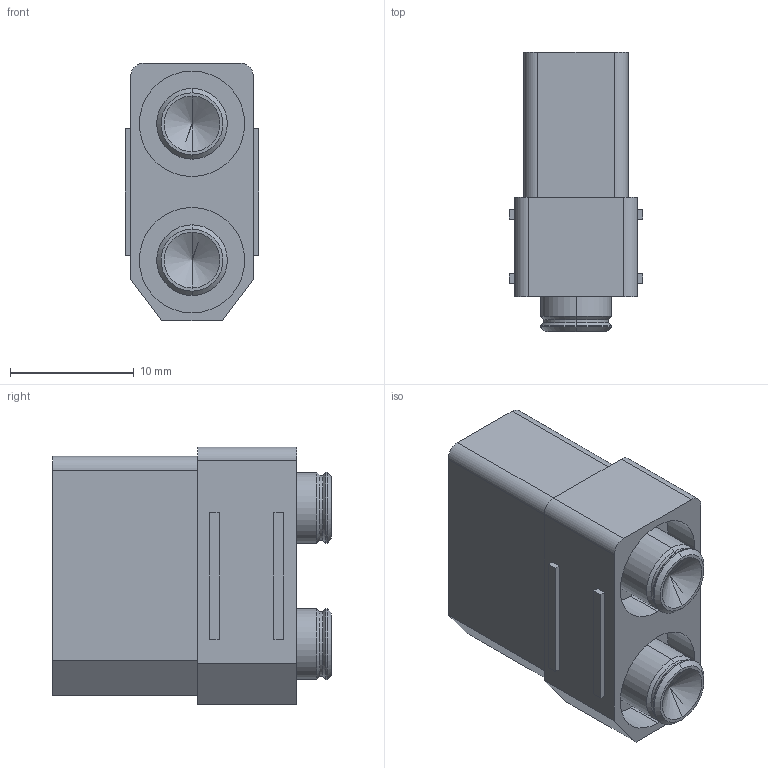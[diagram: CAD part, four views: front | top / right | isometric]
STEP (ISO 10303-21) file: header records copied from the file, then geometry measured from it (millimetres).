
FILE_DESCRIPTION (( 'STEP AP214' ), '1' );
FILE_NAME ('XT90PB-F.STEP', '2024-08-26T13:13:08', ( '' ), ( '' ), 'SwSTEP 2.0', 'SolidWorks 2021', '' );
FILE_SCHEMA (( 'AUTOMOTIVE_DESIGN' ));
Length unit declared in the file: millimetre
Products named in the file (1): XT90PB-F
Bounding box: 10.8 x 22.5 x 20.8 mm (x, y, z)
Volume: 2349.5 mm3; surface area: 3635.7 mm2
Topology: 3 solids, 3 shells, 131 faces, 288 edges, 176 vertices
Faces by surface type: cylinder 52, plane 51, cone 28
Entity records: 3594 total; most frequent: DIRECTION 660, CARTESIAN_POINT 588, ORIENTED_EDGE 560, EDGE_CURVE 280, AXIS2_PLACEMENT_3D 248, VERTEX_POINT 176, LINE 164, VECTOR 164
